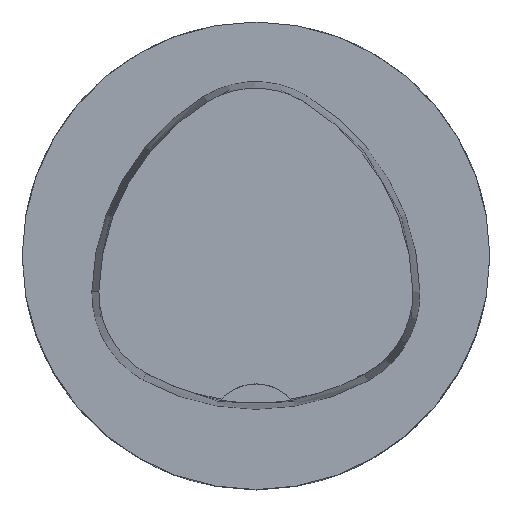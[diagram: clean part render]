
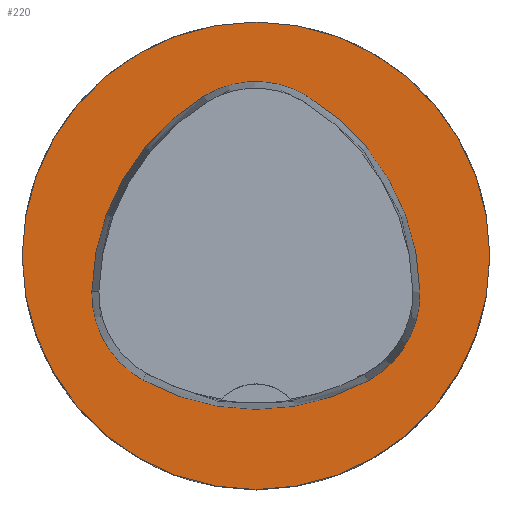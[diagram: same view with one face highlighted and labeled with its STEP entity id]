
A CAD part, top view. The second image highlights one B-rep face of the part: STEP entity #220.
In plain terms, the highlighted planar face has unit normal (0, 0, 1).
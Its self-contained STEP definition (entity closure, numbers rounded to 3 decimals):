
#220=ADVANCED_FACE('',(#402,#403),#260,.T.);
#260=PLANE('',#1125);
#402=FACE_BOUND('',#456,.T.);
#403=FACE_BOUND('',#457,.T.);
#456=EDGE_LOOP('',(#620,#621,#622,#623,#624,#625));
#457=EDGE_LOOP('',(#626));
#620=ORIENTED_EDGE('',*,*,#902,.T.);
#621=ORIENTED_EDGE('',*,*,#882,.T.);
#622=ORIENTED_EDGE('',*,*,#886,.T.);
#623=ORIENTED_EDGE('',*,*,#889,.T.);
#624=ORIENTED_EDGE('',*,*,#892,.T.);
#625=ORIENTED_EDGE('',*,*,#900,.T.);
#626=ORIENTED_EDGE('',*,*,#905,.F.);
#785=VERTEX_POINT('',#1709);
#786=VERTEX_POINT('',#1710);
#789=VERTEX_POINT('',#1718);
#791=VERTEX_POINT('',#1724);
#793=VERTEX_POINT('',#1730);
#800=VERTEX_POINT('',#1751);
#801=VERTEX_POINT('',#1761);
#882=EDGE_CURVE('',#785,#786,#970,.T.);
#886=EDGE_CURVE('',#786,#789,#972,.T.);
#889=EDGE_CURVE('',#789,#791,#974,.T.);
#892=EDGE_CURVE('',#791,#793,#976,.T.);
#900=EDGE_CURVE('',#793,#800,#980,.T.);
#902=EDGE_CURVE('',#800,#785,#982,.T.);
#905=EDGE_CURVE('',#801,#801,#985,.T.);
#970=CIRCLE('',#1102,20.);
#972=CIRCLE('',#1105,8.5);
#974=CIRCLE('',#1108,20.);
#976=CIRCLE('',#1111,8.5);
#980=CIRCLE('',#1116,20.);
#982=CIRCLE('',#1119,8.5);
#985=CIRCLE('',#1124,20.);
#1102=AXIS2_PLACEMENT_3D('',#1708,#1288,#1289);
#1105=AXIS2_PLACEMENT_3D('',#1717,#1296,#1297);
#1108=AXIS2_PLACEMENT_3D('',#1723,#1303,#1304);
#1111=AXIS2_PLACEMENT_3D('',#1729,#1310,#1311);
#1116=AXIS2_PLACEMENT_3D('',#1752,#1322,#1323);
#1119=AXIS2_PLACEMENT_3D('',#1755,#1328,#1329);
#1124=AXIS2_PLACEMENT_3D('',#1760,#1338,#1339);
#1125=AXIS2_PLACEMENT_3D('',#1762,#1340,#1341);
#1288=DIRECTION('',(0.,0.,-1.));
#1289=DIRECTION('',(-1.,0.,0.));
#1296=DIRECTION('',(0.,0.,-1.));
#1297=DIRECTION('',(-1.,0.,0.));
#1303=DIRECTION('',(0.,0.,-1.));
#1304=DIRECTION('',(-1.,0.,0.));
#1310=DIRECTION('',(0.,0.,-1.));
#1311=DIRECTION('',(-1.,0.,0.));
#1322=DIRECTION('',(0.,0.,-1.));
#1323=DIRECTION('',(-1.,0.,0.));
#1328=DIRECTION('',(0.,0.,-1.));
#1329=DIRECTION('',(-1.,0.,0.));
#1338=DIRECTION('',(0.,0.,-1.));
#1339=DIRECTION('',(-1.,0.,0.));
#1340=DIRECTION('',(0.,0.,1.));
#1341=DIRECTION('',(1.,0.,0.));
#1708=CARTESIAN_POINT('',(5.955,-3.414,0.));
#1709=CARTESIAN_POINT('',(-14.041,-3.042,0.));
#1710=CARTESIAN_POINT('',(-4.472,13.653,0.));
#1717=CARTESIAN_POINT('',(-0.04,6.4,0.));
#1718=CARTESIAN_POINT('',(4.347,13.68,0.));
#1723=CARTESIAN_POINT('',(-5.976,-3.45,0.));
#1724=CARTESIAN_POINT('',(14.021,-3.075,0.));
#1729=CARTESIAN_POINT('',(5.522,-3.235,0.));
#1730=CARTESIAN_POINT('',(9.588,-10.699,0.));
#1751=CARTESIAN_POINT('',(-9.655,-10.639,0.));
#1752=CARTESIAN_POINT('',(0.022,6.864,0.));
#1755=CARTESIAN_POINT('',(-5.543,-3.2,0.));
#1760=CARTESIAN_POINT('',(0.,0.,0.));
#1761=CARTESIAN_POINT('',(-20.,0.,0.));
#1762=CARTESIAN_POINT('',(0.,0.,0.));
